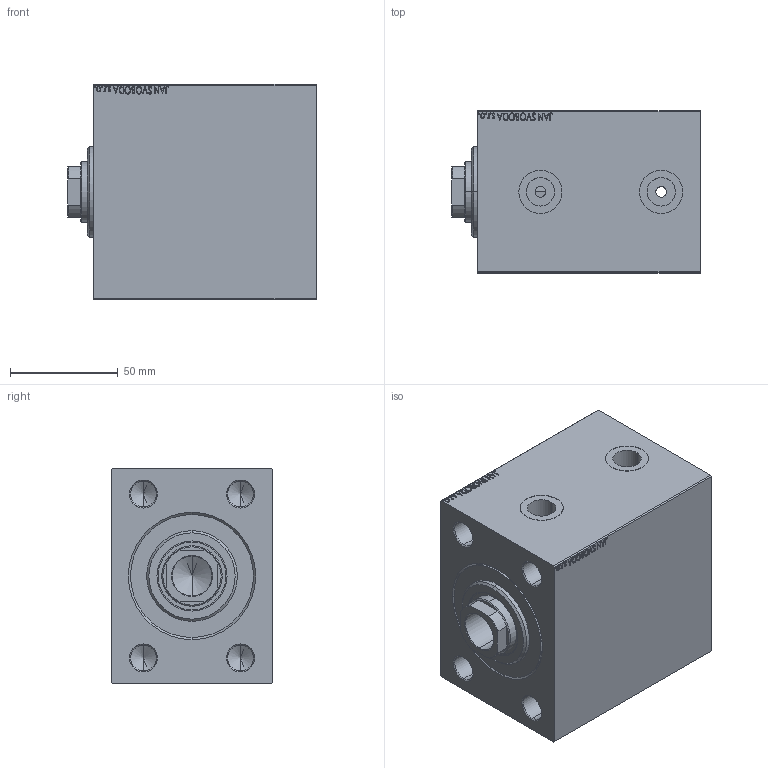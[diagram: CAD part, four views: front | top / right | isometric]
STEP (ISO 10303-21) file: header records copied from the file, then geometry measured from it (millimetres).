
FILE_DESCRIPTION (( 'STEP AP203' ), '1' );
FILE_NAME ('9456.STEP', '2022-04-17T07:52:01', ( '' ), ( '' ), 'SwSTEP 2.0', 'SolidWorks 2019', '' );
FILE_SCHEMA (( 'CONFIG_CONTROL_DESIGN' ));
Length unit declared in the file: millimetre
Products named in the file (4): 9456; V450CM_VC_B e8edda1f9bb3bd6443ff5825589c3e47; V450CM_B_Body e8edda1f9bb3bd6443ff5825589c3e47; V450CM_B_VCP e8edda1f9bb3bd6443ff5825589c3e47
Assembly tree (3 placements, depth 2):
  9456
    V450CM_B_Body e8edda1f9bb3bd6443ff5825589c3e47
    V450CM_B_VCP e8edda1f9bb3bd6443ff5825589c3e47
    V450CM_VC_B e8edda1f9bb3bd6443ff5825589c3e47
Bounding box: 115 x 75 x 100 mm (x, y, z)
Volume: 705121.6 mm3; surface area: 90600.3 mm2
Topology: 3 solids, 3 shells, 898 faces, 2292 edges, 1501 vertices
Faces by surface type: plane 406, bspline 380, cylinder 66, cone 46
Entity records: 44892 total; most frequent: CARTESIAN_POINT 25307, ORIENTED_EDGE 4548, DIRECTION 2710, EDGE_CURVE 2274, VERTEX_POINT 1501, VECTOR 1342, LINE 1342, EDGE_LOOP 1025
